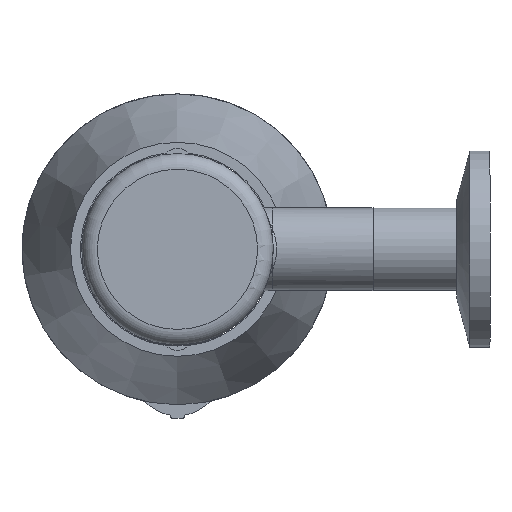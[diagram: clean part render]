
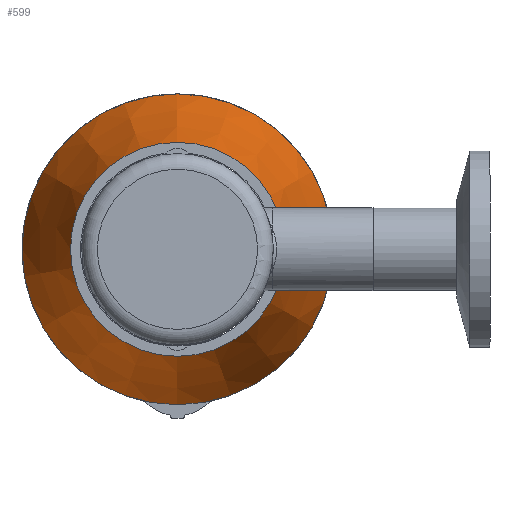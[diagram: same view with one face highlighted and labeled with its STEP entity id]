
A CAD part, front view. The second image highlights one B-rep face of the part: STEP entity #599.
In plain terms, the highlighted conical face has half-angle 18 degrees and reference radius 23.624 mm.
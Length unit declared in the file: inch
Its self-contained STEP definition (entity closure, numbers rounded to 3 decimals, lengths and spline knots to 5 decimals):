
#599 = ADVANCED_FACE ( 'NONE', ( #23816, #4110 ), #11276, .T. ) ;
#665 = CIRCLE ( 'NONE', #12849, 0.64 ) ;
#882 = AXIS2_PLACEMENT_3D ( 'NONE', #13578, #2100, #15510 ) ;
#1682 = DIRECTION ( 'NONE',  ( 0., 0., -1. ) ) ;
#2087 = CARTESIAN_POINT ( 'NONE',  ( 0., 0.68775, 0. ) ) ;
#2100 = DIRECTION ( 'NONE',  ( 0., -1., 0. ) ) ;
#4110 = FACE_OUTER_BOUND ( 'NONE', #19730, .T. ) ;
#4710 = CARTESIAN_POINT ( 'NONE',  ( 0., -0.205, -0.64 ) ) ;
#6469 = CARTESIAN_POINT ( 'NONE',  ( 0., 0.68775, -0.93007 ) ) ;
#7832 = EDGE_CURVE ( 'NONE', #21962, #21962, #19067, .T. ) ;
#11276 = CONICAL_SURFACE ( 'NONE', #20113, 0.93007, 0.314 ) ;
#11725 = DIRECTION ( 'NONE',  ( 0., 0., 1. ) ) ;
#12849 = AXIS2_PLACEMENT_3D ( 'NONE', #24583, #13174, #1682 ) ;
#13174 = DIRECTION ( 'NONE',  ( 0., -1., 0. ) ) ;
#13560 = DIRECTION ( 'NONE',  ( 0., 1., 0. ) ) ;
#13578 = CARTESIAN_POINT ( 'NONE',  ( 0., 0.68775, 0. ) ) ;
#14623 = ORIENTED_EDGE ( 'NONE', *, *, #7832, .T. ) ;
#15510 = DIRECTION ( 'NONE',  ( 0., 0., -1. ) ) ;
#17331 = EDGE_LOOP ( 'NONE', ( #17496 ) ) ;
#17496 = ORIENTED_EDGE ( 'NONE', *, *, #18716, .F. ) ;
#18716 = EDGE_CURVE ( 'NONE', #24029, #24029, #665, .T. ) ;
#19067 = CIRCLE ( 'NONE', #882, 0.93007 ) ;
#19730 = EDGE_LOOP ( 'NONE', ( #14623 ) ) ;
#20113 = AXIS2_PLACEMENT_3D ( 'NONE', #2087, #13560, #11725 ) ;
#21962 = VERTEX_POINT ( 'NONE', #6469 ) ;
#23816 = FACE_BOUND ( 'NONE', #17331, .T. ) ;
#24029 = VERTEX_POINT ( 'NONE', #4710 ) ;
#24583 = CARTESIAN_POINT ( 'NONE',  ( 0., -0.205, 0. ) ) ;
